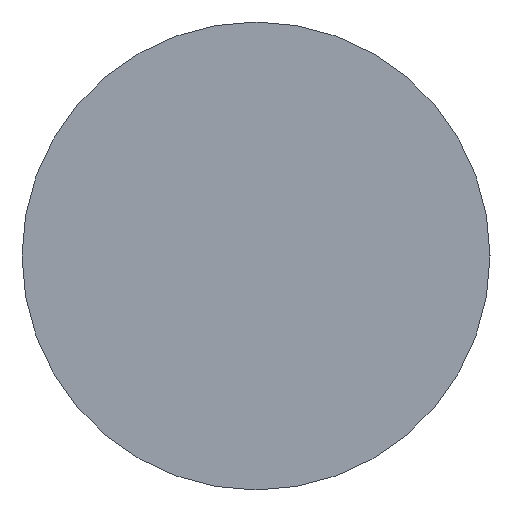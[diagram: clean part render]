
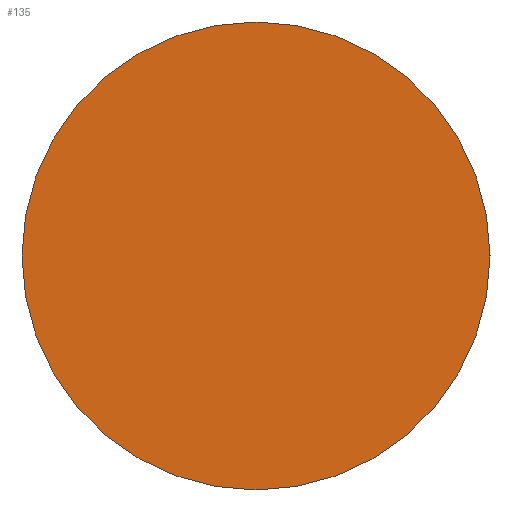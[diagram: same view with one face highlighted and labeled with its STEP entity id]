
A CAD part, front view. The second image highlights one B-rep face of the part: STEP entity #135.
In plain terms, the highlighted planar face has unit normal (0, -1, 0).
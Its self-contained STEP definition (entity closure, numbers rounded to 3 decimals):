
#115=CARTESIAN_POINT('',(-10.0,0.,0.0));
#116=VERTEX_POINT('',#115);
#117=CARTESIAN_POINT('',(0.0,0.0,0.0));
#118=DIRECTION('',(0.,1.0,0.0));
#119=DIRECTION('',(-1.0,0.,0.0));
#120=AXIS2_PLACEMENT_3D('',#117,#118,#119);
#121=CIRCLE('',#120,10.0);
#122=EDGE_CURVE('',#116,#116,#121,.T.);
#127=CARTESIAN_POINT('',(0.,0.,0.0));
#128=DIRECTION('',(0.,1.0,0.0));
#129=DIRECTION('',(-1.0,0.,0.0));
#130=AXIS2_PLACEMENT_3D('',#127,#128,#129);
#131=PLANE('',#130);
#132=ORIENTED_EDGE('',*,*,#122,.F.);
#133=EDGE_LOOP('',(#132));
#134=FACE_OUTER_BOUND('',#133,.T.);
#135=ADVANCED_FACE('',(#134),#131,.F.);
